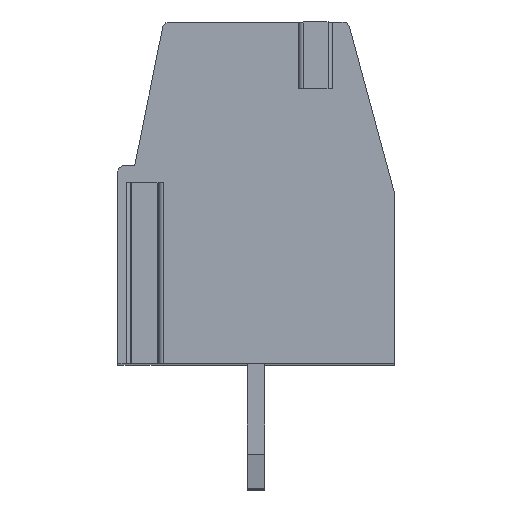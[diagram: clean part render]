
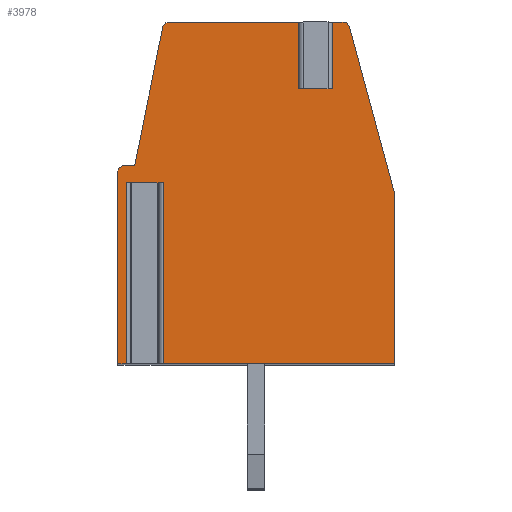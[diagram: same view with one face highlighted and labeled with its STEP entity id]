
A CAD part, top view. The second image highlights one B-rep face of the part: STEP entity #3978.
In plain terms, the highlighted planar face has unit normal (0, 0, 1).
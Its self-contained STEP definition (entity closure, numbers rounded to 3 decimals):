
#13=DIRECTION('',(-1.,0.,0.));
#14=VECTOR('',#13,1.07);
#15=CARTESIAN_POINT('',(-2.72,0.3,27.94));
#16=LINE('',#15,#14);
#17=DIRECTION('',(0.,-1.,0.));
#18=VECTOR('',#17,5.3);
#19=CARTESIAN_POINT('',(-3.79,0.3,27.94));
#20=LINE('',#19,#18);
#21=DIRECTION('',(1.,0.,0.));
#22=VECTOR('',#21,0.26);
#23=CARTESIAN_POINT('',(-4.05,-5.,27.94));
#24=LINE('',#23,#22);
#25=DIRECTION('',(0.,-1.,0.));
#26=VECTOR('',#25,5.6);
#27=CARTESIAN_POINT('',(-4.05,0.6,27.94));
#28=LINE('',#27,#26);
#29=CARTESIAN_POINT('',(-3.85,0.6,27.94));
#30=DIRECTION('',(0.,0.,1.));
#31=DIRECTION('',(0.,1.,0.));
#32=AXIS2_PLACEMENT_3D('',#29,#30,#31);
#34=DIRECTION('',(-1.,0.,0.));
#35=VECTOR('',#34,0.3);
#36=CARTESIAN_POINT('',(-3.55,0.8,27.94));
#37=LINE('',#36,#35);
#38=DIRECTION('',(-0.198,-0.98,0.));
#39=VECTOR('',#38,4.122);
#40=CARTESIAN_POINT('',(-2.732,4.84,27.94));
#41=LINE('',#40,#39);
#42=CARTESIAN_POINT('',(-2.536,4.8,27.94));
#43=DIRECTION('',(0.,0.,1.));
#44=DIRECTION('',(0.,1.,0.));
#45=AXIS2_PLACEMENT_3D('',#42,#43,#44);
#47=DIRECTION('',(-1.,0.,0.));
#48=VECTOR('',#47,3.981);
#49=CARTESIAN_POINT('',(1.445,5.,27.94));
#50=LINE('',#49,#48);
#51=DIRECTION('',(0.,-1.,0.));
#52=VECTOR('',#51,1.95);
#53=CARTESIAN_POINT('',(1.445,5.,27.94));
#54=LINE('',#53,#52);
#55=DIRECTION('',(-1.,0.,0.));
#56=VECTOR('',#55,0.6);
#57=CARTESIAN_POINT('',(2.045,3.05,27.94));
#58=LINE('',#57,#56);
#59=DIRECTION('',(0.,-1.,0.));
#60=VECTOR('',#59,1.95);
#61=CARTESIAN_POINT('',(2.045,5.,27.94));
#62=LINE('',#61,#60);
#63=DIRECTION('',(-1.,0.,0.));
#64=VECTOR('',#63,0.502);
#65=CARTESIAN_POINT('',(2.547,5.,27.94));
#66=LINE('',#65,#64);
#67=CARTESIAN_POINT('',(2.547,4.8,27.94));
#68=DIRECTION('',(0.,0.,1.));
#69=DIRECTION('',(0.965,0.261,0.));
#70=AXIS2_PLACEMENT_3D('',#67,#68,#69);
#72=DIRECTION('',(-0.261,0.965,0.));
#73=VECTOR('',#72,5.026);
#74=CARTESIAN_POINT('',(4.05,0.,27.94));
#75=LINE('',#74,#73);
#76=DIRECTION('',(0.,1.,0.));
#77=VECTOR('',#76,5.);
#78=CARTESIAN_POINT('',(4.05,-5.,27.94));
#79=LINE('',#78,#77);
#80=DIRECTION('',(1.,0.,0.));
#81=VECTOR('',#80,6.77);
#82=CARTESIAN_POINT('',(-2.72,-5.,27.94));
#83=LINE('',#82,#81);
#84=DIRECTION('',(0.,-1.,0.));
#85=VECTOR('',#84,5.3);
#86=CARTESIAN_POINT('',(-2.72,0.3,27.94));
#87=LINE('',#86,#85);
#3095=CARTESIAN_POINT('',(4.05,0.,27.94));
#3096=CARTESIAN_POINT('',(2.74,4.852,27.94));
#3097=VERTEX_POINT('',#3095);
#3098=VERTEX_POINT('',#3096);
#3099=CARTESIAN_POINT('',(2.547,5.,27.94));
#3100=VERTEX_POINT('',#3099);
#3101=CARTESIAN_POINT('',(-2.536,5.,27.94));
#3102=CARTESIAN_POINT('',(-2.732,4.84,27.94));
#3103=VERTEX_POINT('',#3101);
#3104=VERTEX_POINT('',#3102);
#3105=CARTESIAN_POINT('',(-3.55,0.8,27.94));
#3106=VERTEX_POINT('',#3105);
#3107=CARTESIAN_POINT('',(-3.85,0.8,27.94));
#3108=VERTEX_POINT('',#3107);
#3109=CARTESIAN_POINT('',(-4.05,0.6,27.94));
#3110=VERTEX_POINT('',#3109);
#3111=CARTESIAN_POINT('',(-4.05,-5.,27.94));
#3112=VERTEX_POINT('',#3111);
#3113=CARTESIAN_POINT('',(4.05,-5.,27.94));
#3114=VERTEX_POINT('',#3113);
#3175=CARTESIAN_POINT('',(2.045,3.05,27.94));
#3176=CARTESIAN_POINT('',(1.445,3.05,27.94));
#3177=VERTEX_POINT('',#3175);
#3178=VERTEX_POINT('',#3176);
#3179=CARTESIAN_POINT('',(1.445,5.,27.94));
#3180=VERTEX_POINT('',#3179);
#3181=CARTESIAN_POINT('',(2.045,5.,27.94));
#3182=VERTEX_POINT('',#3181);
#3195=CARTESIAN_POINT('',(-2.72,0.3,27.94));
#3196=CARTESIAN_POINT('',(-3.79,0.3,27.94));
#3197=VERTEX_POINT('',#3195);
#3198=VERTEX_POINT('',#3196);
#3199=CARTESIAN_POINT('',(-2.72,-5.,27.94));
#3200=VERTEX_POINT('',#3199);
#3201=CARTESIAN_POINT('',(-3.79,-5.,27.94));
#3202=VERTEX_POINT('',#3201);
#3935=CARTESIAN_POINT('',(0.,0.,27.94));
#3936=DIRECTION('',(0.,0.,1.));
#3937=DIRECTION('',(1.,0.,0.));
#3938=AXIS2_PLACEMENT_3D('',#3935,#3936,#3937);
#3939=PLANE('',#3938);
#3941=ORIENTED_EDGE('',*,*,#3940,.T.);
#3943=ORIENTED_EDGE('',*,*,#3942,.T.);
#3945=ORIENTED_EDGE('',*,*,#3944,.F.);
#3947=ORIENTED_EDGE('',*,*,#3946,.F.);
#3949=ORIENTED_EDGE('',*,*,#3948,.F.);
#3951=ORIENTED_EDGE('',*,*,#3950,.F.);
#3953=ORIENTED_EDGE('',*,*,#3952,.F.);
#3955=ORIENTED_EDGE('',*,*,#3954,.F.);
#3957=ORIENTED_EDGE('',*,*,#3956,.F.);
#3959=ORIENTED_EDGE('',*,*,#3958,.T.);
#3961=ORIENTED_EDGE('',*,*,#3960,.F.);
#3963=ORIENTED_EDGE('',*,*,#3962,.F.);
#3965=ORIENTED_EDGE('',*,*,#3964,.F.);
#3967=ORIENTED_EDGE('',*,*,#3966,.F.);
#3969=ORIENTED_EDGE('',*,*,#3968,.F.);
#3971=ORIENTED_EDGE('',*,*,#3970,.F.);
#3973=ORIENTED_EDGE('',*,*,#3972,.F.);
#3975=ORIENTED_EDGE('',*,*,#3974,.F.);
#3976=EDGE_LOOP('',(#3941,#3943,#3945,#3947,#3949,#3951,#3953,#3955,#3957,#3959,
#3961,#3963,#3965,#3967,#3969,#3971,#3973,#3975));
#3977=FACE_OUTER_BOUND('',#3976,.F.);
#33=CIRCLE('',#32,0.2);
#46=CIRCLE('',#45,0.2);
#71=CIRCLE('',#70,0.2);
#3940=EDGE_CURVE('',#3197,#3198,#16,.T.);
#3942=EDGE_CURVE('',#3198,#3202,#20,.T.);
#3944=EDGE_CURVE('',#3112,#3202,#24,.T.);
#3946=EDGE_CURVE('',#3110,#3112,#28,.T.);
#3948=EDGE_CURVE('',#3108,#3110,#33,.T.);
#3950=EDGE_CURVE('',#3106,#3108,#37,.T.);
#3952=EDGE_CURVE('',#3104,#3106,#41,.T.);
#3954=EDGE_CURVE('',#3103,#3104,#46,.T.);
#3956=EDGE_CURVE('',#3180,#3103,#50,.T.);
#3958=EDGE_CURVE('',#3180,#3178,#54,.T.);
#3960=EDGE_CURVE('',#3177,#3178,#58,.T.);
#3962=EDGE_CURVE('',#3182,#3177,#62,.T.);
#3964=EDGE_CURVE('',#3100,#3182,#66,.T.);
#3966=EDGE_CURVE('',#3098,#3100,#71,.T.);
#3968=EDGE_CURVE('',#3097,#3098,#75,.T.);
#3970=EDGE_CURVE('',#3114,#3097,#79,.T.);
#3972=EDGE_CURVE('',#3200,#3114,#83,.T.);
#3974=EDGE_CURVE('',#3197,#3200,#87,.T.);
#3978=ADVANCED_FACE('',(#3977),#3939,.T.);
